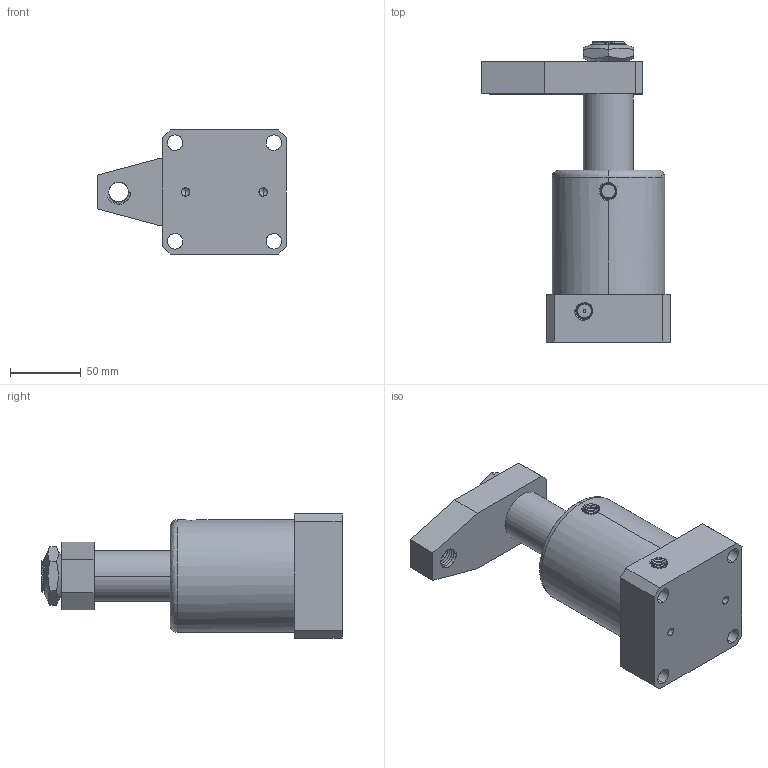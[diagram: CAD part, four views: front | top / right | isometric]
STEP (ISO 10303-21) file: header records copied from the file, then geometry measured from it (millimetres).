
FILE_DESCRIPTION (( 'STEP AP203' ), '1' );
FILE_NAME ('chs-63s-e_asm.STEP', '2019-05-06T02:06:04', ( '' ), ( '' ), 'SwSTEP 2.0', 'SolidWorks 2017', '' );
FILE_SCHEMA (( 'CONFIG_CONTROL_DESIGN' ));
Length unit declared in the file: millimetre
Products named in the file (5): M24_3; chs-63s-e_asm; CHS-63S-02-E; CHS-63S-01_3; CHS-63-03-E_1
Assembly tree (4 placements, depth 2):
  chs-63s-e_asm
    CHS-63-03-E_1
    CHS-63S-02-E
    CHS-63S-01_3
    M24_3
Bounding box: 134 x 213 x 88 mm (x, y, z)
Volume: 707500.2 mm3; surface area: 125589.9 mm2
Topology: 5 solids, 5 shells, 234 faces, 790 edges, 570 vertices
Faces by surface type: cylinder 87, cone 65, plane 47, bspline 34, torus 1
Entity records: 31641 total; most frequent: CARTESIAN_POINT 25314, ORIENTED_EDGE 1568, EDGE_CURVE 784, DIRECTION 689, VERTEX_POINT 570, B_SPLINE_CURVE_WITH_KNOTS 545, EDGE_LOOP 258, AXIS2_PLACEMENT_3D 249
